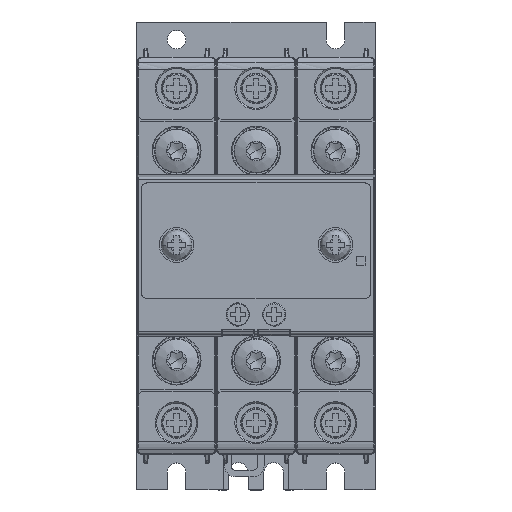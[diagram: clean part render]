
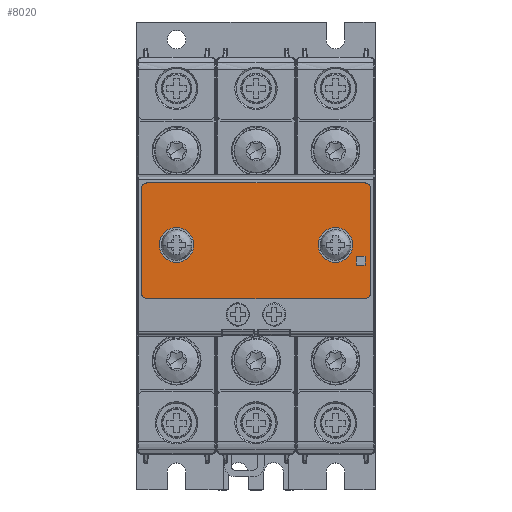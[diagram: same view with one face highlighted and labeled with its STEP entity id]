
A CAD part, top view. The second image highlights one B-rep face of the part: STEP entity #8020.
In plain terms, the highlighted planar face has unit normal (0, 0, 1).
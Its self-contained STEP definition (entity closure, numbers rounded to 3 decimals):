
#5316=CARTESIAN_POINT('',(14.069,2.4,59.63));
#5317=VERTEX_POINT('',#5316);
#5326=CARTESIAN_POINT('',(21.931,2.4,59.63));
#5327=VERTEX_POINT('',#5326);
#5328=CARTESIAN_POINT('',(18.,2.4,59.63));
#5329=DIRECTION('',(0.0,0.0,-1.0));
#5330=DIRECTION('',(-1.0,0.0,0.0));
#5331=AXIS2_PLACEMENT_3D('',#5328,#5329,#5330);
#5332=CIRCLE('',#5331,3.931);
#5333=EDGE_CURVE('',#5327,#5317,#5332,.T.);
#5358=CARTESIAN_POINT('',(-21.931,2.4,59.63));
#5359=VERTEX_POINT('',#5358);
#5368=CARTESIAN_POINT('',(-14.069,2.4,59.63));
#5369=VERTEX_POINT('',#5368);
#5370=CARTESIAN_POINT('',(-18.,2.4,59.63));
#5371=DIRECTION('',(0.0,0.0,-1.0));
#5372=DIRECTION('',(-1.0,0.0,0.0));
#5373=AXIS2_PLACEMENT_3D('',#5370,#5371,#5372);
#5374=CIRCLE('',#5373,3.931);
#5375=EDGE_CURVE('',#5369,#5359,#5374,.T.);
#7499=CARTESIAN_POINT('',(-18.,2.4,59.63));
#7500=DIRECTION('',(0.0,0.0,-1.0));
#7501=DIRECTION('',(-1.0,0.0,0.0));
#7502=AXIS2_PLACEMENT_3D('',#7499,#7500,#7501);
#7503=CIRCLE('',#7502,3.931);
#7504=EDGE_CURVE('',#5359,#5369,#7503,.T.);
#7523=CARTESIAN_POINT('',(18.,2.4,59.63));
#7524=DIRECTION('',(0.0,0.0,-1.0));
#7525=DIRECTION('',(-1.0,0.0,0.0));
#7526=AXIS2_PLACEMENT_3D('',#7523,#7524,#7525);
#7527=CIRCLE('',#7526,3.931);
#7528=EDGE_CURVE('',#5317,#5327,#7527,.T.);
#7538=CARTESIAN_POINT('',(22.7,-2.2,59.63));
#7539=VERTEX_POINT('',#7538);
#7540=CARTESIAN_POINT('',(22.7,-0.2,59.63));
#7541=VERTEX_POINT('',#7540);
#7542=CARTESIAN_POINT('',(22.7,-2.2,59.63));
#7543=DIRECTION('',(0.0,1.0,0.0));
#7544=VECTOR('',#7543,2.0);
#7545=LINE('',#7542,#7544);
#7546=EDGE_CURVE('',#7539,#7541,#7545,.T.);
#7578=CARTESIAN_POINT('',(24.7,-0.2,59.63));
#7579=VERTEX_POINT('',#7578);
#7580=CARTESIAN_POINT('',(22.7,-0.2,59.63));
#7581=DIRECTION('',(1.0,0.0,0.0));
#7582=VECTOR('',#7581,2.0);
#7583=LINE('',#7580,#7582);
#7584=EDGE_CURVE('',#7541,#7579,#7583,.T.);
#7609=CARTESIAN_POINT('',(24.7,-2.2,59.63));
#7610=VERTEX_POINT('',#7609);
#7611=CARTESIAN_POINT('',(24.7,-0.2,59.63));
#7612=DIRECTION('',(0.0,-1.0,0.0));
#7613=VECTOR('',#7612,2.0);
#7614=LINE('',#7611,#7613);
#7615=EDGE_CURVE('',#7579,#7610,#7614,.T.);
#7640=CARTESIAN_POINT('',(24.7,-2.2,59.63));
#7641=DIRECTION('',(-1.0,0.0,0.0));
#7642=VECTOR('',#7641,2.0);
#7643=LINE('',#7640,#7642);
#7644=EDGE_CURVE('',#7610,#7539,#7643,.T.);
#7674=CARTESIAN_POINT('',(-25.9,-8.55,59.63));
#7675=VERTEX_POINT('',#7674);
#7676=CARTESIAN_POINT('',(-25.9,15.25,59.63));
#7677=VERTEX_POINT('',#7676);
#7678=CARTESIAN_POINT('',(-25.9,-8.55,59.63));
#7679=DIRECTION('',(0.,1.0,0.));
#7680=VECTOR('',#7679,23.8);
#7681=LINE('',#7678,#7680);
#7682=EDGE_CURVE('',#7675,#7677,#7681,.T.);
#7735=CARTESIAN_POINT('',(-24.7,16.45,59.63));
#7736=VERTEX_POINT('',#7735);
#7737=CARTESIAN_POINT('',(-24.7,15.25,59.63));
#7738=DIRECTION('',(0.,0.,-1.));
#7739=DIRECTION('',(-0.707,0.707,0.));
#7740=AXIS2_PLACEMENT_3D('',#7737,#7738,#7739);
#7741=CIRCLE('',#7740,1.2);
#7742=EDGE_CURVE('',#7677,#7736,#7741,.T.);
#7768=CARTESIAN_POINT('',(25.9,15.25,59.63));
#7769=VERTEX_POINT('',#7768);
#7770=CARTESIAN_POINT('',(25.9,-8.55,59.63));
#7771=VERTEX_POINT('',#7770);
#7772=CARTESIAN_POINT('',(25.9,15.25,59.63));
#7773=DIRECTION('',(0.,-1.0,0.0));
#7774=VECTOR('',#7773,23.8);
#7775=LINE('',#7772,#7774);
#7776=EDGE_CURVE('',#7769,#7771,#7775,.T.);
#7829=CARTESIAN_POINT('',(24.7,-9.75,59.63));
#7830=VERTEX_POINT('',#7829);
#7831=CARTESIAN_POINT('',(24.7,-8.55,59.63));
#7832=DIRECTION('',(0.,0.,-1.0));
#7833=DIRECTION('',(0.707,-0.707,0.));
#7834=AXIS2_PLACEMENT_3D('',#7831,#7832,#7833);
#7835=CIRCLE('',#7834,1.2);
#7836=EDGE_CURVE('',#7771,#7830,#7835,.T.);
#7862=CARTESIAN_POINT('',(24.7,16.45,59.63));
#7863=VERTEX_POINT('',#7862);
#7864=CARTESIAN_POINT('',(24.7,15.25,59.63));
#7865=DIRECTION('',(0.,0.,-1.));
#7866=DIRECTION('',(0.707,0.707,0.));
#7867=AXIS2_PLACEMENT_3D('',#7864,#7865,#7866);
#7868=CIRCLE('',#7867,1.2);
#7869=EDGE_CURVE('',#7863,#7769,#7868,.T.);
#7937=CARTESIAN_POINT('',(-24.7,-9.75,59.63));
#7938=VERTEX_POINT('',#7937);
#7939=CARTESIAN_POINT('',(-24.7,-9.75,59.63));
#7940=DIRECTION('',(1.0,0.0,0.0));
#7941=VECTOR('',#7940,49.4);
#7942=LINE('',#7939,#7941);
#7943=EDGE_CURVE('',#7938,#7830,#7942,.T.);
#7975=CARTESIAN_POINT('',(-24.7,16.45,59.63));
#7976=DIRECTION('',(1.0,0.0,0.0));
#7977=VECTOR('',#7976,49.4);
#7978=LINE('',#7975,#7977);
#7979=EDGE_CURVE('',#7736,#7863,#7978,.T.);
#7985=CARTESIAN_POINT('',(0.,3.35,59.63));
#7986=DIRECTION('',(0.0,0.0,1.0));
#7987=DIRECTION('',(1.0,0.0,0.0));
#7988=AXIS2_PLACEMENT_3D('',#7985,#7986,#7987);
#7989=PLANE('',#7988);
#7990=ORIENTED_EDGE('',*,*,#7836,.F.);
#7991=ORIENTED_EDGE('',*,*,#7776,.F.);
#7992=ORIENTED_EDGE('',*,*,#7869,.F.);
#7993=ORIENTED_EDGE('',*,*,#7979,.F.);
#7994=ORIENTED_EDGE('',*,*,#7742,.F.);
#7995=ORIENTED_EDGE('',*,*,#7682,.F.);
#7996=CARTESIAN_POINT('',(-24.7,-8.55,59.63));
#7997=DIRECTION('',(0.,0.,1.0));
#7998=DIRECTION('',(-0.707,-0.707,0.));
#7999=AXIS2_PLACEMENT_3D('',#7996,#7997,#7998);
#8000=CIRCLE('',#7999,1.2);
#8001=EDGE_CURVE('',#7675,#7938,#8000,.T.);
#8002=ORIENTED_EDGE('',*,*,#8001,.T.);
#8003=ORIENTED_EDGE('',*,*,#7943,.T.);
#8004=EDGE_LOOP('',(#7990,#7991,#7992,#7993,#7994,#7995,#8002,#8003));
#8005=FACE_OUTER_BOUND('',#8004,.T.);
#8006=ORIENTED_EDGE('',*,*,#5375,.T.);
#8007=ORIENTED_EDGE('',*,*,#7504,.T.);
#8008=EDGE_LOOP('',(#8006,#8007));
#8009=FACE_BOUND('',#8008,.T.);
#8010=ORIENTED_EDGE('',*,*,#5333,.T.);
#8011=ORIENTED_EDGE('',*,*,#7528,.T.);
#8012=EDGE_LOOP('',(#8010,#8011));
#8013=FACE_BOUND('',#8012,.T.);
#8014=ORIENTED_EDGE('',*,*,#7615,.T.);
#8015=ORIENTED_EDGE('',*,*,#7644,.T.);
#8016=ORIENTED_EDGE('',*,*,#7546,.T.);
#8017=ORIENTED_EDGE('',*,*,#7584,.T.);
#8018=EDGE_LOOP('',(#8014,#8015,#8016,#8017));
#8019=FACE_BOUND('',#8018,.T.);
#8020=ADVANCED_FACE('',(#8005,#8009,#8013,#8019),#7989,.T.);
